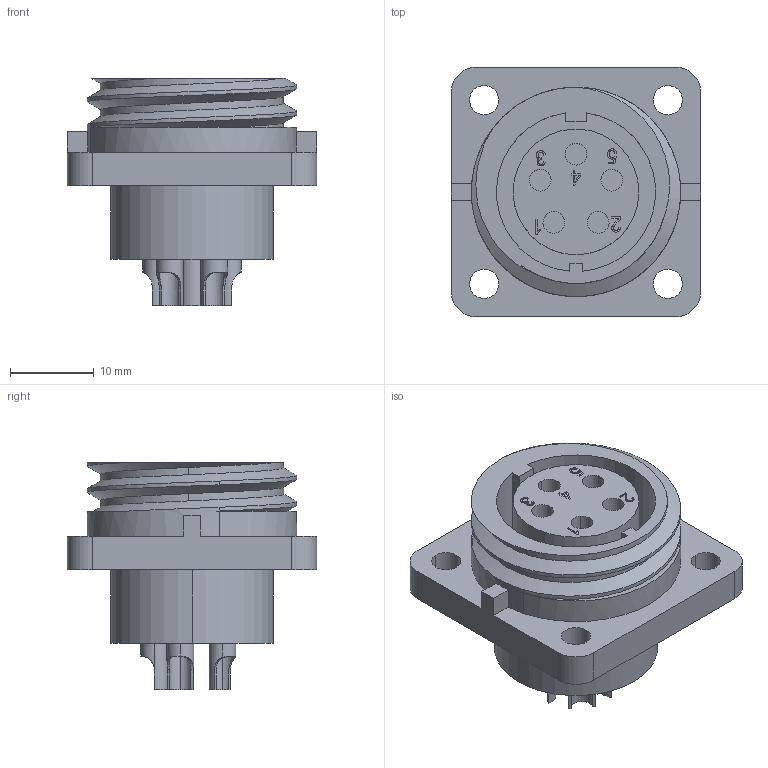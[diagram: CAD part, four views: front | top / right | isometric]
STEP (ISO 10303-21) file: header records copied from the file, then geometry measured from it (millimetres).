
FILE_DESCRIPTION (( 'STEP AP214' ), '1' );
FILE_NAME ('UAC20-5.STEP', '2023-07-22T03:02:50', ( '' ), ( '' ), 'SwSTEP 2.0', 'SolidWorks 2020', '' );
FILE_SCHEMA (( 'AUTOMOTIVE_DESIGN' ));
Length unit declared in the file: millimetre
Products named in the file (1): UAC20-5
Bounding box: 29.8 x 29.8 x 27.11 mm (x, y, z)
Volume: 8884.5 mm3; surface area: 5397.1 mm2
Topology: 1 solids, 1 shells, 186 faces, 491 edges, 326 vertices
Faces by surface type: plane 87, cylinder 65, bspline 34
Entity records: 7712 total; most frequent: CARTESIAN_POINT 3314, ORIENTED_EDGE 982, DIRECTION 766, EDGE_CURVE 491, VERTEX_POINT 326, AXIS2_PLACEMENT_3D 260, VECTOR 246, LINE 246
